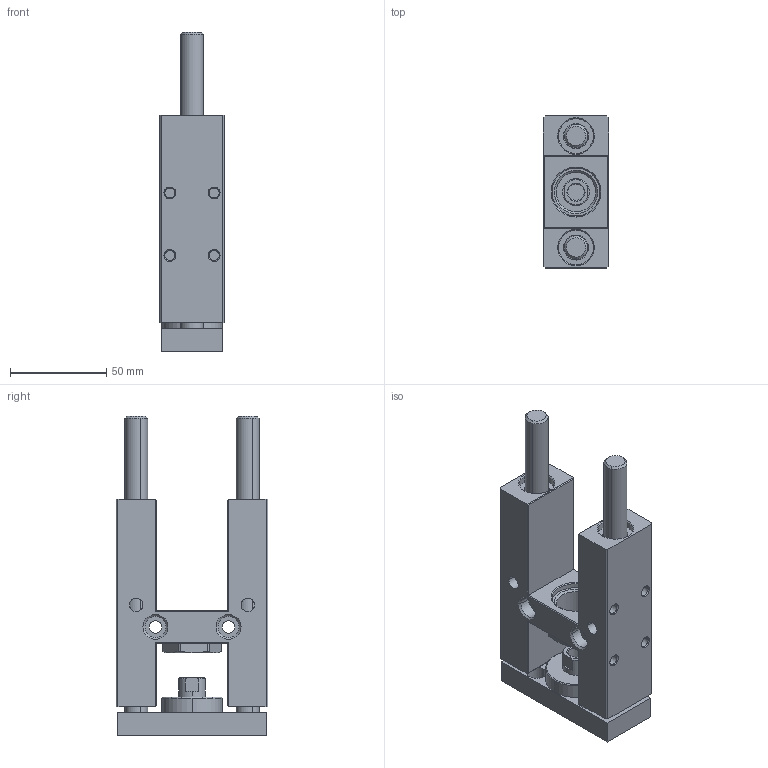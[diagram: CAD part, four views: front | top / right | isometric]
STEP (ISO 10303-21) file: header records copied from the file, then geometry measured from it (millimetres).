
FILE_DESCRIPTION (( 'STEP AP214' ), '1' );
FILE_NAME ('20-25 H-GUIDING.STEP', '2010-08-06T15:14:24', ( '' ), ( '' ), 'SwSTEP 2.0', 'SolidWorks 2010', '' );
FILE_SCHEMA (( 'AUTOMOTIVE_DESIGN' ));
Length unit declared in the file: millimetre
Products named in the file (6): ÇAP 20-25  H-YATAK  DÝÞÝ SOMUN; 茿P  20-25  H-YATAK  ARKA; 茿P 20-25  H-YATAK  諲; 20-25  H-GUIDING; ÇAP 20-25  H-YATAK CÝVATASI; ÇAP  20-25  H-YATAK MÝLÝ
Assembly tree (7 placements, depth 2):
  20-25  H-GUIDING
    ÇAP  20-25  H-YATAK MÝLÝ  x2
    茿P 20-25  H-YATAK  諲
    ÇAP 20-25  H-YATAK  DÝÞÝ SOMUN
    茿P  20-25  H-YATAK  ARKA
    ÇAP 20-25  H-YATAK CÝVATASI  x2
Bounding box: 34 x 79 x 166 mm (x, y, z)
Volume: 201926.5 mm3; surface area: 68849.5 mm2
Topology: 7 solids, 7 shells, 332 faces, 737 edges, 459 vertices
Faces by surface type: cylinder 127, plane 112, cone 85, torus 8
Entity records: 8920 total; most frequent: CARTESIAN_POINT 1626, DIRECTION 1542, ORIENTED_EDGE 1306, EDGE_CURVE 653, AXIS2_PLACEMENT_3D 615, VERTEX_POINT 407, EDGE_LOOP 360, CIRCLE 315
